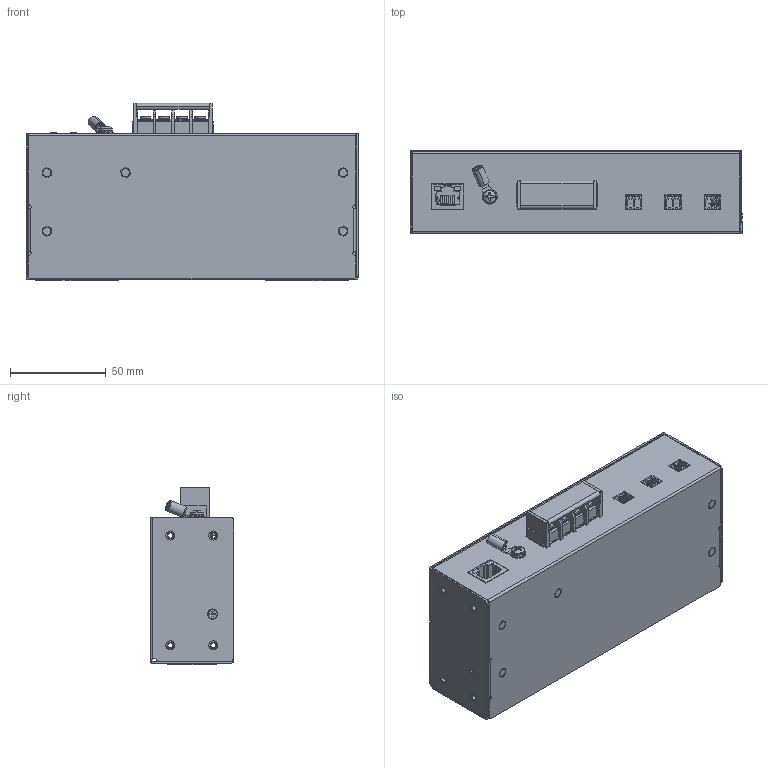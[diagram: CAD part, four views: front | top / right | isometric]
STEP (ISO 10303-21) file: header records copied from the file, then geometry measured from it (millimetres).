
FILE_DESCRIPTION (( 'STEP AP203' ), '1' );
FILE_NAME ('E-ACLM-3P480.STEP', '2020-11-05T21:59:46', ( '' ), ( '' ), 'SwSTEP 2.0', 'SolidWorks 2011', '' );
FILE_SCHEMA (( 'CONFIG_CONTROL_DESIGN' ));
Length unit declared in the file: inch
Products named in the file (1): E-ACLM-3P480
Bounding box: 173.23 x 43.5 x 92.73 mm (x, y, z)
Surface area: 102741.4 mm2 (no closed solid volume)
Topology: 0 solids, 72 shells, 786 faces, 2790 edges, 2052 vertices
Faces by surface type: plane 507, cylinder 171, bspline 50, torus 28, cone 28, sphere 2
Entity records: 31731 total; most frequent: CARTESIAN_POINT 7989, DIRECTION 4829, ORIENTED_EDGE 4259, EDGE_CURVE 2790, VERTEX_POINT 2052, LINE 1809, VECTOR 1809, AXIS2_PLACEMENT_3D 1510
